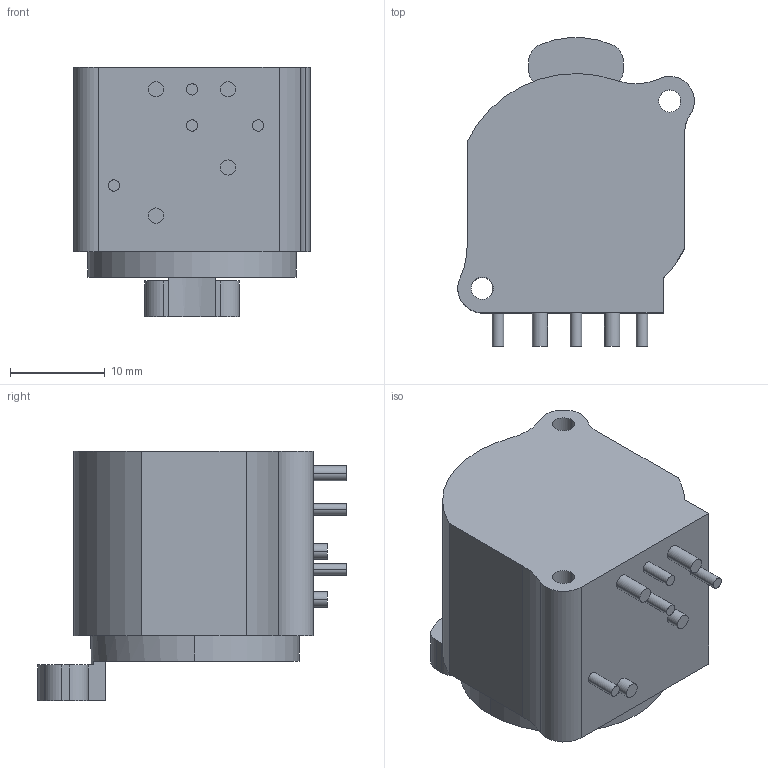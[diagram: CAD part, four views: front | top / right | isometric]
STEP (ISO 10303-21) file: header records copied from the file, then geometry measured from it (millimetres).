
FILE_DESCRIPTION((''),'2;1');
FILE_NAME('D-NC5FBH','2009-10-07T',('odo'),(''),'PRO/ENGINEER BY PARAMETRIC TECHNOLOGY CORPORATION, 2009220','PRO/ENGINEER BY PARAMETRIC TECHNOLOGY CORPORATION, 2009220','');
FILE_SCHEMA(('AUTOMOTIVE_DESIGN_CC2 { 1 2 10303 214 -1 1 5 2 }'));
Length unit declared in the file: millimetre
Products named in the file (1): D-NC5FBH
Bounding box: 24.99 x 32.62 x 26.4 mm (x, y, z)
Volume: 10342.8 mm3; surface area: 5368.9 mm2
Topology: 1 solids, 1 shells, 79 faces, 186 edges, 124 vertices
Faces by surface type: cylinder 49, plane 30
Entity records: 2968 total; most frequent: DIRECTION 442, CARTESIAN_POINT 415, ORIENTED_EDGE 372, PRESENTATION_STYLE_ASSIGNMENT 187, STYLED_ITEM 187, CURVE_STYLE 186, EDGE_CURVE 186, AXIS2_PLACEMENT_3D 179
